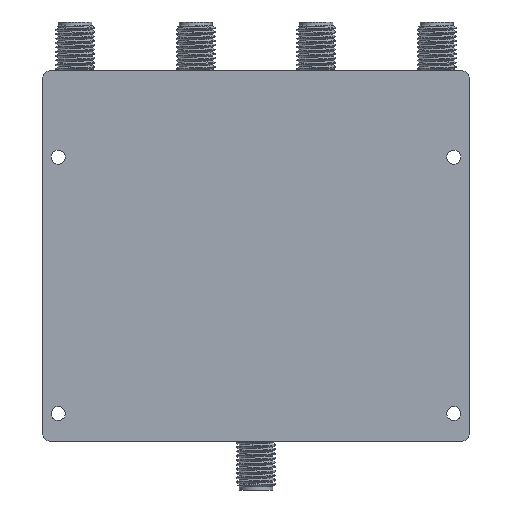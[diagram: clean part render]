
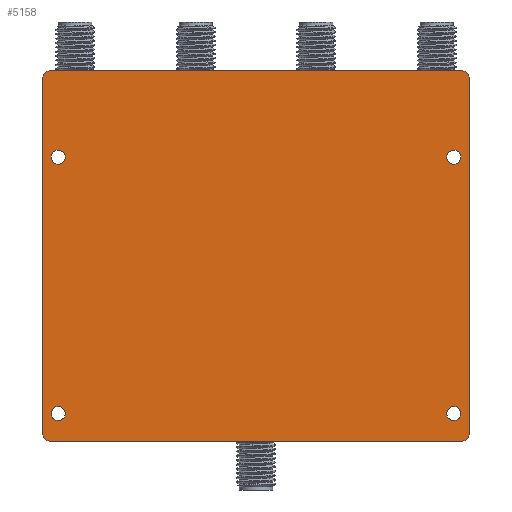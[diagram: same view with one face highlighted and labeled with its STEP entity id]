
A CAD part, front view. The second image highlights one B-rep face of the part: STEP entity #5158.
In plain terms, the highlighted planar face has unit normal (0, -1, 0).
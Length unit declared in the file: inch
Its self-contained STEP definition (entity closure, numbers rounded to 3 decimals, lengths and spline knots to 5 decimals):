
#542 = LINE ( 'NONE', #17268, #11796 ) ;
#554 = CARTESIAN_POINT ( 'NONE',  ( 1.35827, -0.19685, -1.1311 ) ) ;
#632 = CARTESIAN_POINT ( 'NONE',  ( -1.35827, -0.19685, 1.1811 ) ) ;
#653 = CARTESIAN_POINT ( 'NONE',  ( -1.25984, -0.19685, 0.62992 ) ) ;
#671 = CARTESIAN_POINT ( 'NONE',  ( -1.25984, -0.19685, -1.00394 ) ) ;
#1466 = EDGE_LOOP ( 'NONE', ( #2909 ) ) ;
#1504 = AXIS2_PLACEMENT_3D ( 'NONE', #8202, #19562, #2492 ) ;
#1690 = ORIENTED_EDGE ( 'NONE', *, *, #23931, .F. ) ;
#1896 = CIRCLE ( 'NONE', #18261, 0.045 ) ;
#2102 = VERTEX_POINT ( 'NONE', #554 ) ;
#2492 = DIRECTION ( 'NONE',  ( 0., 0., -1. ) ) ;
#2781 = EDGE_CURVE ( 'NONE', #22740, #14484, #3737, .T. ) ;
#2909 = ORIENTED_EDGE ( 'NONE', *, *, #15684, .T. ) ;
#3063 = DIRECTION ( 'NONE',  ( 0., -1., 0. ) ) ;
#3392 = VECTOR ( 'NONE', #14916, 39.37008 ) ;
#3482 = VECTOR ( 'NONE', #16552, 39.37008 ) ;
#3510 = CIRCLE ( 'NONE', #17153, 0.045 ) ;
#3737 = LINE ( 'NONE', #632, #8440 ) ;
#3746 = LINE ( 'NONE', #3987, #3482 ) ;
#3791 = ORIENTED_EDGE ( 'NONE', *, *, #13726, .F. ) ;
#3987 = CARTESIAN_POINT ( 'NONE',  ( 1.35827, -0.19685, 1.1811 ) ) ;
#4206 = CARTESIAN_POINT ( 'NONE',  ( 1.30827, -0.19685, -1.1311 ) ) ;
#4438 = DIRECTION ( 'NONE',  ( 0., 0., 1. ) ) ;
#4522 = DIRECTION ( 'NONE',  ( 0., 0., -1. ) ) ;
#4699 = CARTESIAN_POINT ( 'NONE',  ( -1.25984, -0.19685, 0.67492 ) ) ;
#4922 = ORIENTED_EDGE ( 'NONE', *, *, #17283, .F. ) ;
#5012 = ORIENTED_EDGE ( 'NONE', *, *, #6024, .T. ) ;
#5158 = ADVANCED_FACE ( 'NONE', ( #17823, #10373, #6716, #19530, #21363 ), #23302, .T. ) ;
#5375 = AXIS2_PLACEMENT_3D ( 'NONE', #13906, #3063, #4522 ) ;
#5599 = CARTESIAN_POINT ( 'NONE',  ( -1.30827, -0.19685, 1.1811 ) ) ;
#5915 = DIRECTION ( 'NONE',  ( 0., 0., -1. ) ) ;
#6024 = EDGE_CURVE ( 'NONE', #22740, #13905, #22197, .T. ) ;
#6204 = CIRCLE ( 'NONE', #19856, 0.045 ) ;
#6238 = DIRECTION ( 'NONE',  ( 0., 0., 1. ) ) ;
#6294 = EDGE_LOOP ( 'NONE', ( #4922, #20626, #1690, #23173, #9711, #5012, #3791, #8774 ) ) ;
#6334 = DIRECTION ( 'NONE',  ( 0., 0., 1. ) ) ;
#6353 = DIRECTION ( 'NONE',  ( 0., 1., 0. ) ) ;
#6523 = VERTEX_POINT ( 'NONE', #19467 ) ;
#6716 = FACE_BOUND ( 'NONE', #21884, .T. ) ;
#7168 = ORIENTED_EDGE ( 'NONE', *, *, #7597, .T. ) ;
#7252 = AXIS2_PLACEMENT_3D ( 'NONE', #15687, #11804, #21563 ) ;
#7507 = CARTESIAN_POINT ( 'NONE',  ( -1.35827, -0.19685, 1.1311 ) ) ;
#7597 = EDGE_CURVE ( 'NONE', #16915, #16915, #3510, .T. ) ;
#7740 = DIRECTION ( 'NONE',  ( 0., 1., 0. ) ) ;
#8002 = EDGE_LOOP ( 'NONE', ( #23240 ) ) ;
#8181 = CARTESIAN_POINT ( 'NONE',  ( 1.25984, -0.19685, 0.62992 ) ) ;
#8202 = CARTESIAN_POINT ( 'NONE',  ( -1.30827, -0.19685, 1.1311 ) ) ;
#8440 = VECTOR ( 'NONE', #11171, 39.37008 ) ;
#8548 = DIRECTION ( 'NONE',  ( 0., 1., 0. ) ) ;
#8576 = VERTEX_POINT ( 'NONE', #4699 ) ;
#8774 = ORIENTED_EDGE ( 'NONE', *, *, #12817, .T. ) ;
#9570 = DIRECTION ( 'NONE',  ( -1., 0., 0. ) ) ;
#9577 = CARTESIAN_POINT ( 'NONE',  ( 1.25984, -0.19685, 0.67492 ) ) ;
#9711 = ORIENTED_EDGE ( 'NONE', *, *, #2781, .F. ) ;
#9713 = AXIS2_PLACEMENT_3D ( 'NONE', #10162, #17624, #10288 ) ;
#10114 = CARTESIAN_POINT ( 'NONE',  ( -1.30827, -0.19685, -1.1811 ) ) ;
#10162 = CARTESIAN_POINT ( 'NONE',  ( -1.30827, -0.19685, -1.1311 ) ) ;
#10288 = DIRECTION ( 'NONE',  ( 0., 0., -1. ) ) ;
#10373 = FACE_BOUND ( 'NONE', #8002, .T. ) ;
#10851 = EDGE_LOOP ( 'NONE', ( #19780 ) ) ;
#11171 = DIRECTION ( 'NONE',  ( 0., 0., 1. ) ) ;
#11507 = VERTEX_POINT ( 'NONE', #20728 ) ;
#11647 = DIRECTION ( 'NONE',  ( 0., -1., 0. ) ) ;
#11796 = VECTOR ( 'NONE', #9570, 39.37008 ) ;
#11804 = DIRECTION ( 'NONE',  ( 0., -1., 0. ) ) ;
#12142 = CARTESIAN_POINT ( 'NONE',  ( 1.25984, -0.19685, -0.95894 ) ) ;
#12817 = EDGE_CURVE ( 'NONE', #21147, #2102, #23950, .T. ) ;
#13447 = AXIS2_PLACEMENT_3D ( 'NONE', #4206, #11647, #5915 ) ;
#13467 = CARTESIAN_POINT ( 'NONE',  ( 1.30827, -0.19685, 1.1811 ) ) ;
#13726 = EDGE_CURVE ( 'NONE', #21147, #13905, #542, .T. ) ;
#13905 = VERTEX_POINT ( 'NONE', #10114 ) ;
#13906 = CARTESIAN_POINT ( 'NONE',  ( 0., -0.19685, 0. ) ) ;
#14170 = VERTEX_POINT ( 'NONE', #5599 ) ;
#14484 = VERTEX_POINT ( 'NONE', #7507 ) ;
#14884 = CARTESIAN_POINT ( 'NONE',  ( -1.35827, -0.19685, -1.1311 ) ) ;
#14916 = DIRECTION ( 'NONE',  ( 1., 0., 0. ) ) ;
#15545 = VERTEX_POINT ( 'NONE', #12142 ) ;
#15684 = EDGE_CURVE ( 'NONE', #8576, #8576, #22583, .T. ) ;
#15687 = CARTESIAN_POINT ( 'NONE',  ( 1.30827, -0.19685, 1.1311 ) ) ;
#16364 = EDGE_CURVE ( 'NONE', #15545, #15545, #6204, .T. ) ;
#16552 = DIRECTION ( 'NONE',  ( 0., 0., -1. ) ) ;
#16915 = VERTEX_POINT ( 'NONE', #9577 ) ;
#17153 = AXIS2_PLACEMENT_3D ( 'NONE', #8181, #6353, #6238 ) ;
#17268 = CARTESIAN_POINT ( 'NONE',  ( -1.35827, -0.19685, -1.1811 ) ) ;
#17283 = EDGE_CURVE ( 'NONE', #11507, #2102, #3746, .T. ) ;
#17566 = EDGE_CURVE ( 'NONE', #6523, #6523, #1896, .T. ) ;
#17624 = DIRECTION ( 'NONE',  ( 0., -1., 0. ) ) ;
#17823 = FACE_BOUND ( 'NONE', #10851, .T. ) ;
#18261 = AXIS2_PLACEMENT_3D ( 'NONE', #671, #8548, #20827 ) ;
#18476 = LINE ( 'NONE', #18823, #3392 ) ;
#18823 = CARTESIAN_POINT ( 'NONE',  ( -1.35827, -0.19685, 1.1811 ) ) ;
#19337 = EDGE_CURVE ( 'NONE', #14170, #14484, #21370, .T. ) ;
#19400 = CARTESIAN_POINT ( 'NONE',  ( 1.25984, -0.19685, -1.00394 ) ) ;
#19467 = CARTESIAN_POINT ( 'NONE',  ( -1.25984, -0.19685, -0.95894 ) ) ;
#19521 = DIRECTION ( 'NONE',  ( 0., 1., 0. ) ) ;
#19530 = FACE_BOUND ( 'NONE', #1466, .T. ) ;
#19562 = DIRECTION ( 'NONE',  ( 0., -1., 0. ) ) ;
#19780 = ORIENTED_EDGE ( 'NONE', *, *, #17566, .T. ) ;
#19856 = AXIS2_PLACEMENT_3D ( 'NONE', #19400, #19521, #6334 ) ;
#20107 = CIRCLE ( 'NONE', #7252, 0.05 ) ;
#20626 = ORIENTED_EDGE ( 'NONE', *, *, #23247, .T. ) ;
#20728 = CARTESIAN_POINT ( 'NONE',  ( 1.35827, -0.19685, 1.1311 ) ) ;
#20827 = DIRECTION ( 'NONE',  ( 0., 0., 1. ) ) ;
#21147 = VERTEX_POINT ( 'NONE', #21388 ) ;
#21363 = FACE_OUTER_BOUND ( 'NONE', #6294, .T. ) ;
#21370 = CIRCLE ( 'NONE', #1504, 0.05 ) ;
#21388 = CARTESIAN_POINT ( 'NONE',  ( 1.30827, -0.19685, -1.1811 ) ) ;
#21563 = DIRECTION ( 'NONE',  ( 0., 0., -1. ) ) ;
#21696 = VERTEX_POINT ( 'NONE', #13467 ) ;
#21884 = EDGE_LOOP ( 'NONE', ( #7168 ) ) ;
#22197 = CIRCLE ( 'NONE', #9713, 0.05 ) ;
#22583 = CIRCLE ( 'NONE', #22955, 0.045 ) ;
#22740 = VERTEX_POINT ( 'NONE', #14884 ) ;
#22955 = AXIS2_PLACEMENT_3D ( 'NONE', #653, #7740, #4438 ) ;
#23173 = ORIENTED_EDGE ( 'NONE', *, *, #19337, .T. ) ;
#23240 = ORIENTED_EDGE ( 'NONE', *, *, #16364, .T. ) ;
#23247 = EDGE_CURVE ( 'NONE', #11507, #21696, #20107, .T. ) ;
#23302 = PLANE ( 'NONE',  #5375 ) ;
#23931 = EDGE_CURVE ( 'NONE', #14170, #21696, #18476, .T. ) ;
#23950 = CIRCLE ( 'NONE', #13447, 0.05 ) ;
